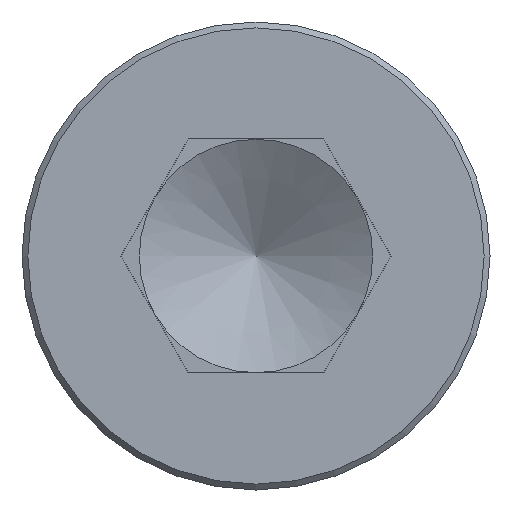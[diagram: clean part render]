
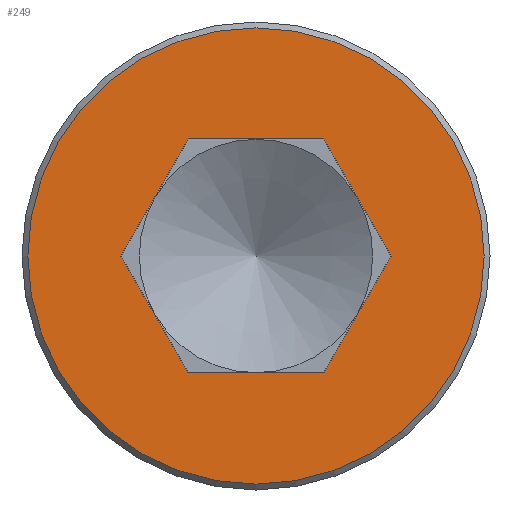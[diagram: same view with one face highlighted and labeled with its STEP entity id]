
A CAD part, left-side view. The second image highlights one B-rep face of the part: STEP entity #249.
In plain terms, the highlighted planar face has unit normal (-1, 0, 0).
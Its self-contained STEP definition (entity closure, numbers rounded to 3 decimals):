
#15=LINE('',#401,#33);
#16=LINE('',#403,#34);
#17=LINE('',#405,#35);
#18=LINE('',#407,#36);
#19=LINE('',#409,#37);
#20=LINE('',#410,#38);
#33=VECTOR('',#333,1000.);
#34=VECTOR('',#334,1000.);
#35=VECTOR('',#335,1000.);
#36=VECTOR('',#336,1000.);
#37=VECTOR('',#337,1000.);
#38=VECTOR('',#338,1000.);
#54=PLANE('',#284);
#72=FACE_BOUND('',#109,.T.);
#83=FACE_OUTER_BOUND('',#108,.T.);
#108=EDGE_LOOP('',(#196));
#109=EDGE_LOOP('',(#197,#198,#199,#200,#201,#202));
#129=CIRCLE('',#283,7.8);
#139=VERTEX_POINT('',#396);
#140=VERTEX_POINT('',#399);
#141=VERTEX_POINT('',#400);
#142=VERTEX_POINT('',#402);
#143=VERTEX_POINT('',#404);
#144=VERTEX_POINT('',#406);
#145=VERTEX_POINT('',#408);
#161=EDGE_CURVE('',#139,#139,#129,.T.);
#162=EDGE_CURVE('',#140,#141,#15,.T.);
#163=EDGE_CURVE('',#141,#142,#16,.T.);
#164=EDGE_CURVE('',#142,#143,#17,.T.);
#165=EDGE_CURVE('',#143,#144,#18,.T.);
#166=EDGE_CURVE('',#144,#145,#19,.T.);
#167=EDGE_CURVE('',#145,#140,#20,.T.);
#196=ORIENTED_EDGE('',*,*,#161,.F.);
#197=ORIENTED_EDGE('',*,*,#162,.T.);
#198=ORIENTED_EDGE('',*,*,#163,.T.);
#199=ORIENTED_EDGE('',*,*,#164,.T.);
#200=ORIENTED_EDGE('',*,*,#165,.T.);
#201=ORIENTED_EDGE('',*,*,#166,.T.);
#202=ORIENTED_EDGE('',*,*,#167,.T.);
#249=ADVANCED_FACE('',(#83,#72),#54,.F.);
#283=AXIS2_PLACEMENT_3D('',#397,#329,#330);
#284=AXIS2_PLACEMENT_3D('',#398,#331,#332);
#329=DIRECTION('center_axis',(1.,0.,0.));
#330=DIRECTION('ref_axis',(0.,0.,1.));
#331=DIRECTION('center_axis',(1.,0.,0.));
#332=DIRECTION('ref_axis',(0.,1.,0.));
#333=DIRECTION('',(0.,-1.,0.));
#334=DIRECTION('',(0.,-0.5,-0.866));
#335=DIRECTION('',(0.,0.5,-0.866));
#336=DIRECTION('',(0.,1.,0.));
#337=DIRECTION('',(0.,0.5,0.866));
#338=DIRECTION('',(0.,-0.5,0.866));
#396=CARTESIAN_POINT('',(-10.,0.,-7.8));
#397=CARTESIAN_POINT('Origin',(-10.,0.,0.));
#398=CARTESIAN_POINT('Origin',(-10.,0.,0.));
#399=CARTESIAN_POINT('',(-10.,2.309,4.));
#400=CARTESIAN_POINT('',(-10.,-2.309,4.));
#401=CARTESIAN_POINT('',(-10.,2.309,4.));
#402=CARTESIAN_POINT('',(-10.,-4.619,0.));
#403=CARTESIAN_POINT('',(-10.,-2.309,4.));
#404=CARTESIAN_POINT('',(-10.,-2.309,-4.));
#405=CARTESIAN_POINT('',(-10.,-4.619,0.));
#406=CARTESIAN_POINT('',(-10.,2.309,-4.));
#407=CARTESIAN_POINT('',(-10.,-2.309,-4.));
#408=CARTESIAN_POINT('',(-10.,4.619,0.));
#409=CARTESIAN_POINT('',(-10.,2.309,-4.));
#410=CARTESIAN_POINT('',(-10.,4.619,0.));
